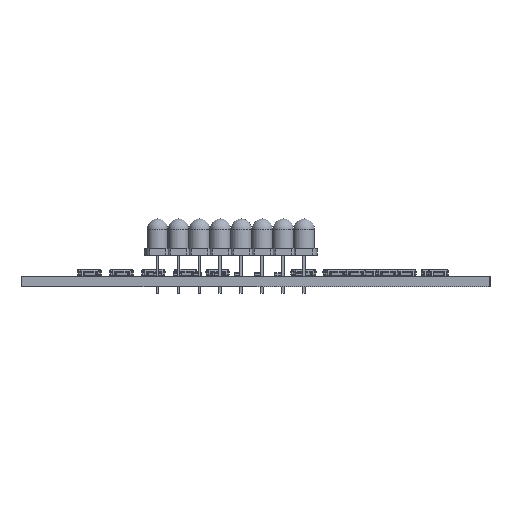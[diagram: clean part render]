
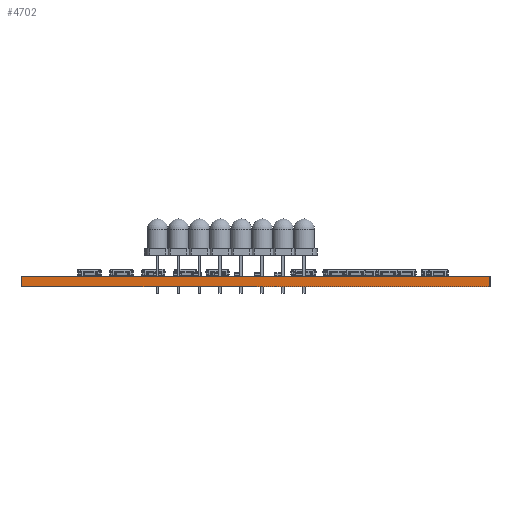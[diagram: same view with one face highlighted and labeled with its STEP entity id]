
A CAD part, left-side view. The second image highlights one B-rep face of the part: STEP entity #4702.
In plain terms, the highlighted planar face has unit normal (-1, 0, 0).
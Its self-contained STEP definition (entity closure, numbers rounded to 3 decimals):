
#4646 = VERTEX_POINT('',#4647);
#4647 = CARTESIAN_POINT('',(85.,-114.,1.51));
#4653 = EDGE_CURVE('',#4654,#4646,#4656,.T.);
#4654 = VERTEX_POINT('',#4655);
#4655 = CARTESIAN_POINT('',(85.,-114.,0.));
#4656 = LINE('',#4657,#4658);
#4657 = CARTESIAN_POINT('',(85.,-114.,0.));
#4658 = VECTOR('',#4659,1.);
#4659 = DIRECTION('',(0.,0.,1.));
#4702 = ADVANCED_FACE('',(#4703),#4728,.T.);
#4703 = FACE_BOUND('',#4704,.T.);
#4704 = EDGE_LOOP('',(#4705,#4706,#4714,#4722));
#4705 = ORIENTED_EDGE('',*,*,#4653,.T.);
#4706 = ORIENTED_EDGE('',*,*,#4707,.T.);
#4707 = EDGE_CURVE('',#4646,#4708,#4710,.T.);
#4708 = VERTEX_POINT('',#4709);
#4709 = CARTESIAN_POINT('',(85.,-46.,1.51));
#4710 = LINE('',#4711,#4712);
#4711 = CARTESIAN_POINT('',(85.,-114.,1.51));
#4712 = VECTOR('',#4713,1.);
#4713 = DIRECTION('',(0.,1.,0.));
#4714 = ORIENTED_EDGE('',*,*,#4715,.F.);
#4715 = EDGE_CURVE('',#4716,#4708,#4718,.T.);
#4716 = VERTEX_POINT('',#4717);
#4717 = CARTESIAN_POINT('',(85.,-46.,0.));
#4718 = LINE('',#4719,#4720);
#4719 = CARTESIAN_POINT('',(85.,-46.,0.));
#4720 = VECTOR('',#4721,1.);
#4721 = DIRECTION('',(0.,0.,1.));
#4722 = ORIENTED_EDGE('',*,*,#4723,.F.);
#4723 = EDGE_CURVE('',#4654,#4716,#4724,.T.);
#4724 = LINE('',#4725,#4726);
#4725 = CARTESIAN_POINT('',(85.,-114.,0.));
#4726 = VECTOR('',#4727,1.);
#4727 = DIRECTION('',(0.,1.,0.));
#4728 = PLANE('',#4729);
#4729 = AXIS2_PLACEMENT_3D('',#4730,#4731,#4732);
#4730 = CARTESIAN_POINT('',(85.,-114.,0.));
#4731 = DIRECTION('',(-1.,0.,0.));
#4732 = DIRECTION('',(0.,1.,0.));
